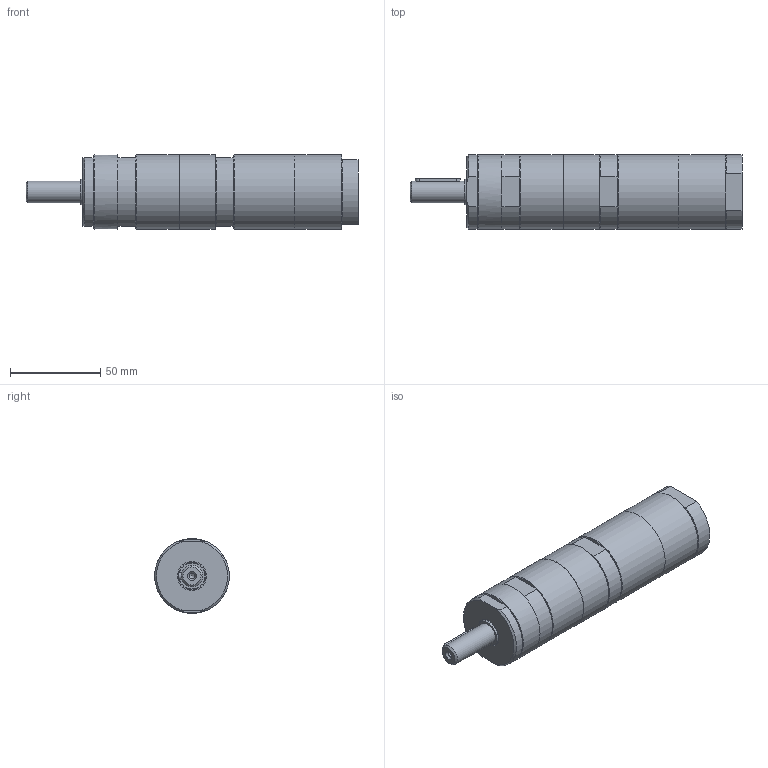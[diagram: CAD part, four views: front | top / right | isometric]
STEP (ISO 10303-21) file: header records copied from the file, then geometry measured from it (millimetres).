
FILE_DESCRIPTION(/* description */ ('MUD 23-435'),/* implementation_level */ '2;1');
FILE_NAME(/* name */ 'MUD 23-435_29910817.stp',/* time_stamp */ '2018-10-10T17:00:09+02:00',/* author */ ('flambert'),/* organization */ (''),/* preprocessor_version */ 'ST-DEVELOPER v17',/* originating_system */ 'Autodesk Inventor 2018',/* authorisation */ '');
FILE_SCHEMA (('AUTOMOTIVE_DESIGN { 1 0 10303 214 3 1 1 }'));
Length unit declared in the file: millimetre
Products named in the file (1): 29910817
Bounding box: 184.2 x 41.5 x 41.5 mm (x, y, z)
Volume: 203004.1 mm3; surface area: 26320.6 mm2
Topology: 1 solids, 1 shells, 154 faces, 392 edges, 255 vertices
Faces by surface type: plane 94, cone 27, cylinder 26, bspline 7
Full cylindrical faces by diameter (mm): 3.242 x1, 6 x1, 11.445 x3, 12 x1, 14.95 x1, 16 x1, 38.668 x1, 41.5 x5
Entity records: 4910 total; most frequent: CARTESIAN_POINT 996, ORIENTED_EDGE 782, DIRECTION 751, EDGE_CURVE 391, VERTEX_POINT 255, AXIS2_PLACEMENT_3D 254, LINE 243, VECTOR 243
